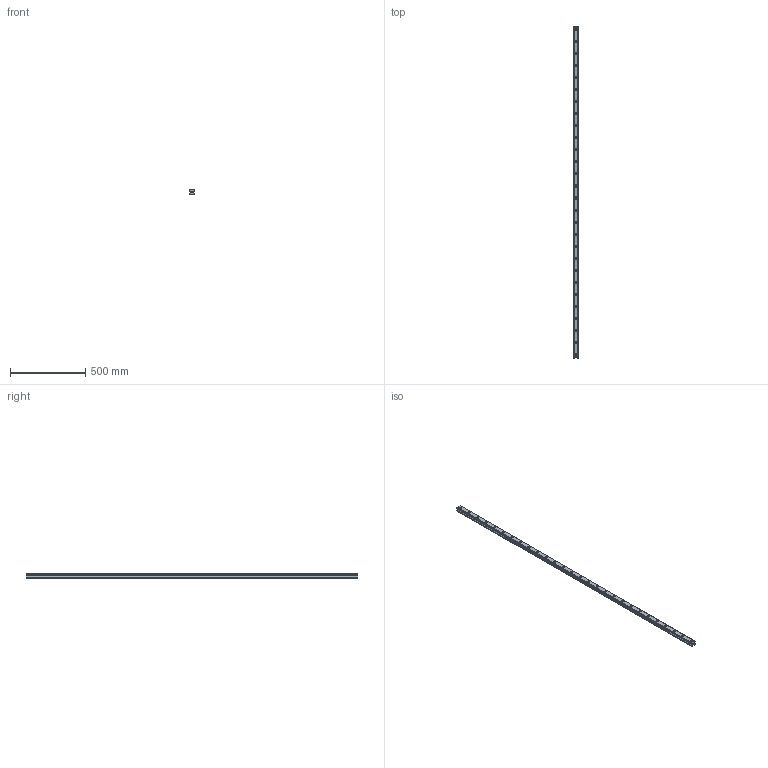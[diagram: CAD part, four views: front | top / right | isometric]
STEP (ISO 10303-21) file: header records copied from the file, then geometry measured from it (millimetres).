
FILE_DESCRIPTION(('STEP AP214'),'1');
FILE_NAME('cctmp_9CE3300F-8867-4D48-8CD0-243A125C6F59_2020_6_30_11_30_20_695..stp','2020-06-30T09:30:20',('HIWIN GmbH'),('CADClick - www.CADClick.com'),'Spatial InterOp 3D',' ','unknown authorization');
FILE_SCHEMA(('AUTOMOTIVE_DESIGN'));
Length unit declared in the file: millimetre
Products named in the file (1): HGR35R2200H_FILE
Bounding box: 34 x 2200 x 29 mm (x, y, z)
Volume: 1796438.1 mm3; surface area: 319625.9 mm2
Topology: 1 solids, 1 shells, 367 faces, 831 edges, 554 vertices
Faces by surface type: cylinder 190, plane 177
Entity records: 13385 total; most frequent: DIRECTION 1947, CARTESIAN_POINT 1753, ORIENTED_EDGE 1662, EDGE_CURVE 831, AXIS2_PLACEMENT_3D 748, VERTEX_POINT 554, EDGE_LOOP 455, LINE 451
